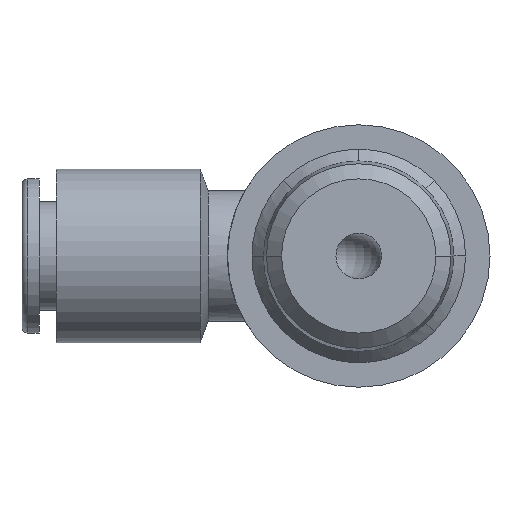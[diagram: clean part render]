
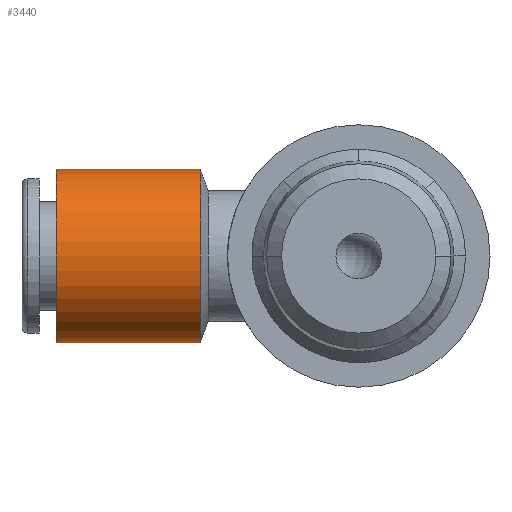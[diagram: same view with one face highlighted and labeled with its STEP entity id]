
A CAD part, front view. The second image highlights one B-rep face of the part: STEP entity #3440.
In plain terms, the highlighted cylindrical face has radius 7.6 mm (diameter 15.2 mm), a partial arc.
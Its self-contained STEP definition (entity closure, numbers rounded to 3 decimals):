
#413 = CARTESIAN_POINT ( 'NONE',  ( -26.5, 0., 7.6 ) ) ;
#1005 = VERTEX_POINT ( 'NONE', #4737 ) ;
#1268 = CARTESIAN_POINT ( 'NONE',  ( -13.892, 0., 0. ) ) ;
#1297 = CIRCLE ( 'NONE', #3255, 7.6 ) ;
#1506 = EDGE_LOOP ( 'NONE', ( #5152, #6603, #3668, #6536 ) ) ;
#1570 = CARTESIAN_POINT ( 'NONE',  ( -47.996, 0., -7.6 ) ) ;
#1606 = CIRCLE ( 'NONE', #3219, 7.6 ) ;
#1766 = DIRECTION ( 'NONE',  ( 0., 0., -1. ) ) ;
#1814 = EDGE_CURVE ( 'NONE', #4598, #4050, #3578, .T. ) ;
#2288 = CARTESIAN_POINT ( 'NONE',  ( -26.5, 0., 0. ) ) ;
#2501 = VERTEX_POINT ( 'NONE', #4410 ) ;
#2598 = CARTESIAN_POINT ( 'NONE',  ( -47.996, 0., 7.6 ) ) ;
#2802 = DIRECTION ( 'NONE',  ( 0., 0., -1. ) ) ;
#2849 = DIRECTION ( 'NONE',  ( 1., 0., 0. ) ) ;
#3187 = LINE ( 'NONE', #1570, #4597 ) ;
#3219 = AXIS2_PLACEMENT_3D ( 'NONE', #2288, #5867, #2802 ) ;
#3255 = AXIS2_PLACEMENT_3D ( 'NONE', #1268, #4888, #1766 ) ;
#3414 = AXIS2_PLACEMENT_3D ( 'NONE', #5450, #4027, #4139 ) ;
#3440 = ADVANCED_FACE ( 'NONE', ( #5069 ), #4922, .T. ) ;
#3558 = EDGE_CURVE ( 'NONE', #1005, #4050, #1297, .T. ) ;
#3563 = EDGE_CURVE ( 'NONE', #2501, #4598, #1606, .T. ) ;
#3578 = LINE ( 'NONE', #2598, #5103 ) ;
#3668 = ORIENTED_EDGE ( 'NONE', *, *, #6053, .T. ) ;
#4027 = DIRECTION ( 'NONE',  ( 1., 0., 0. ) ) ;
#4050 = VERTEX_POINT ( 'NONE', #5555 ) ;
#4139 = DIRECTION ( 'NONE',  ( 0., 0., -1. ) ) ;
#4410 = CARTESIAN_POINT ( 'NONE',  ( -26.5, 0., -7.6 ) ) ;
#4597 = VECTOR ( 'NONE', #5251, 1000. ) ;
#4598 = VERTEX_POINT ( 'NONE', #413 ) ;
#4737 = CARTESIAN_POINT ( 'NONE',  ( -13.892, 0., -7.6 ) ) ;
#4888 = DIRECTION ( 'NONE',  ( -1., 0., 0. ) ) ;
#4922 = CYLINDRICAL_SURFACE ( 'NONE', #3414, 7.6 ) ;
#5069 = FACE_OUTER_BOUND ( 'NONE', #1506, .T. ) ;
#5103 = VECTOR ( 'NONE', #2849, 1000. ) ;
#5152 = ORIENTED_EDGE ( 'NONE', *, *, #1814, .F. ) ;
#5251 = DIRECTION ( 'NONE',  ( 1., 0., 0. ) ) ;
#5450 = CARTESIAN_POINT ( 'NONE',  ( -47.996, 0., 0. ) ) ;
#5555 = CARTESIAN_POINT ( 'NONE',  ( -13.892, 0., 7.6 ) ) ;
#5867 = DIRECTION ( 'NONE',  ( -1., 0., 0. ) ) ;
#6053 = EDGE_CURVE ( 'NONE', #2501, #1005, #3187, .T. ) ;
#6536 = ORIENTED_EDGE ( 'NONE', *, *, #3558, .T. ) ;
#6603 = ORIENTED_EDGE ( 'NONE', *, *, #3563, .F. ) ;
